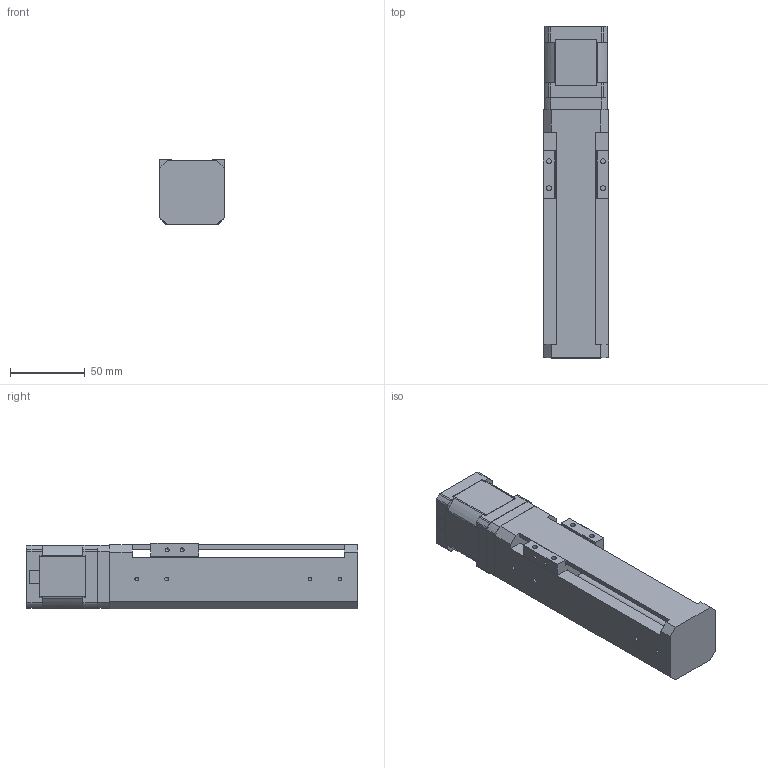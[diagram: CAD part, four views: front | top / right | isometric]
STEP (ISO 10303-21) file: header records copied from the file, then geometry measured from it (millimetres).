
FILE_DESCRIPTION( ( '' ), '1' );
FILE_NAME( 'TN4P05-10A(S=100)(5P)_VerA.stp', '2020-10-19T06:07:47', ( 'Dimamotor' ), ( 'Dimamotor' ), 'PSStep 17.0.49', ' ', ' ' );
FILE_SCHEMA( ( 'AUTOMOTIVE_DESIGN { 1 0 10303 214 1 1 1 1 }' ) );
Length unit declared in the file: millimetre
Products named in the file (6): Assem1; MS545H-A; TN4-0805_Slider; 42LSA_L150; TS_PTA-0805-L150
Assembly tree (5 placements, depth 2):
  Assem1
    MS545H-A
    MS545H-A
    TN4-0805_Slider
    42LSA_L150
    TS_PTA-0805-L150
Bounding box: 44 x 222 x 44 mm (x, y, z)
Volume: 304005.2 mm3; surface area: 74670.3 mm2
Topology: 5 solids, 5 shells, 252 faces, 668 edges, 433 vertices
Faces by surface type: cylinder 115, plane 97, cone 28, torus 12
Full cylindrical faces by diameter (mm): 2.5 x28, 3.3 x6, 4 x2, 4.2 x16, 5 x2, 6 x2, 6.5 x1, 8 x2, 14 x2, 22 x1, 33 x1
Entity records: 9072 total; most frequent: DIRECTION 1270, CARTESIAN_POINT 1174, ORIENTED_EDGE 1030, EDGE_CURVE 515, AXIS2_PLACEMENT_3D 499, VERTEX_POINT 395, EDGE_LOOP 365, FACE_OUTER_BOUND 315
